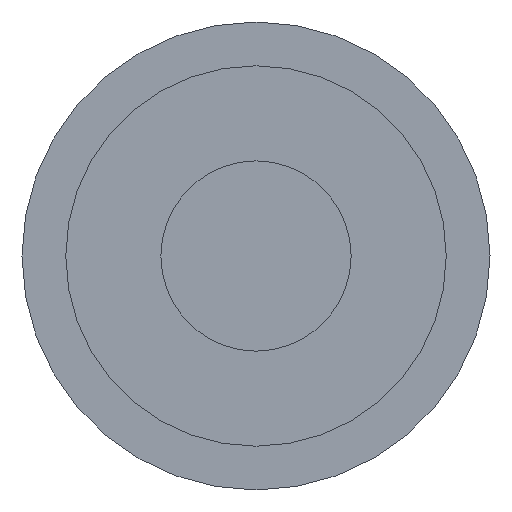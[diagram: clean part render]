
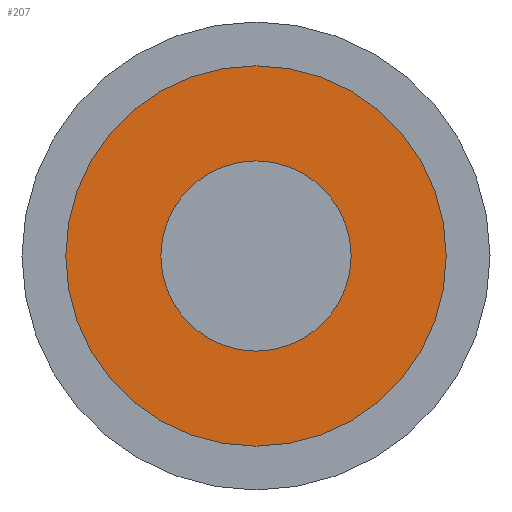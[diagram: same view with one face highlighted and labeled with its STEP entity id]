
A CAD part, front view. The second image highlights one B-rep face of the part: STEP entity #207.
In plain terms, the highlighted planar face has unit normal (0, -1, 0).
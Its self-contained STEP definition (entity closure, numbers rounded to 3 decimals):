
#12 = CIRCLE ( 'NONE', #326, 1.5 ) ;
#16 = FACE_BOUND ( 'NONE', #58, .T. ) ;
#31 = ORIENTED_EDGE ( 'NONE', *, *, #141, .T. ) ;
#38 = CARTESIAN_POINT ( 'NONE',  ( 60., -2.667, 1.5 ) ) ;
#43 = CARTESIAN_POINT ( 'NONE',  ( 60., -2.667, 3. ) ) ;
#44 = EDGE_CURVE ( 'NONE', #265, #211, #12, .T. ) ;
#45 = PLANE ( 'NONE',  #316 ) ;
#47 = CIRCLE ( 'NONE', #59, 3. ) ;
#52 = EDGE_LOOP ( 'NONE', ( #31, #277 ) ) ;
#58 = EDGE_LOOP ( 'NONE', ( #128, #187 ) ) ;
#59 = AXIS2_PLACEMENT_3D ( 'NONE', #273, #114, #200 ) ;
#90 = EDGE_CURVE ( 'NONE', #211, #265, #238, .T. ) ;
#93 = CARTESIAN_POINT ( 'NONE',  ( 63., -2.667, 0. ) ) ;
#94 = CARTESIAN_POINT ( 'NONE',  ( 60., -2.667, 0. ) ) ;
#96 = DIRECTION ( 'NONE',  ( 0., -1., 0. ) ) ;
#98 = AXIS2_PLACEMENT_3D ( 'NONE', #172, #270, #139 ) ;
#114 = DIRECTION ( 'NONE',  ( 0., -1., 0. ) ) ;
#121 = CIRCLE ( 'NONE', #98, 3. ) ;
#128 = ORIENTED_EDGE ( 'NONE', *, *, #44, .F. ) ;
#139 = DIRECTION ( 'NONE',  ( 0., 0., -1. ) ) ;
#141 = EDGE_CURVE ( 'NONE', #249, #154, #121, .T. ) ;
#152 = EDGE_CURVE ( 'NONE', #154, #249, #47, .T. ) ;
#154 = VERTEX_POINT ( 'NONE', #43 ) ;
#164 = FACE_OUTER_BOUND ( 'NONE', #52, .T. ) ;
#172 = CARTESIAN_POINT ( 'NONE',  ( 60., -2.667, 0. ) ) ;
#187 = ORIENTED_EDGE ( 'NONE', *, *, #90, .F. ) ;
#198 = DIRECTION ( 'NONE',  ( 0., 1., 0. ) ) ;
#200 = DIRECTION ( 'NONE',  ( 0., 0., -1. ) ) ;
#207 = ADVANCED_FACE ( 'NONE', ( #16, #164 ), #45, .F. ) ;
#211 = VERTEX_POINT ( 'NONE', #38 ) ;
#222 = CARTESIAN_POINT ( 'NONE',  ( 60., -2.667, 0. ) ) ;
#238 = CIRCLE ( 'NONE', #292, 1.5 ) ;
#248 = DIRECTION ( 'NONE',  ( 0., 0., -1. ) ) ;
#249 = VERTEX_POINT ( 'NONE', #308 ) ;
#251 = CARTESIAN_POINT ( 'NONE',  ( 60., -2.667, -1.5 ) ) ;
#265 = VERTEX_POINT ( 'NONE', #251 ) ;
#266 = DIRECTION ( 'NONE',  ( 0., 0., 1. ) ) ;
#270 = DIRECTION ( 'NONE',  ( 0., -1., 0. ) ) ;
#273 = CARTESIAN_POINT ( 'NONE',  ( 60., -2.667, 0. ) ) ;
#277 = ORIENTED_EDGE ( 'NONE', *, *, #152, .T. ) ;
#292 = AXIS2_PLACEMENT_3D ( 'NONE', #94, #96, #248 ) ;
#298 = DIRECTION ( 'NONE',  ( 0., -1., 0. ) ) ;
#308 = CARTESIAN_POINT ( 'NONE',  ( 60., -2.667, -3. ) ) ;
#316 = AXIS2_PLACEMENT_3D ( 'NONE', #93, #198, #266 ) ;
#326 = AXIS2_PLACEMENT_3D ( 'NONE', #222, #298, #331 ) ;
#331 = DIRECTION ( 'NONE',  ( 0., 0., -1. ) ) ;
